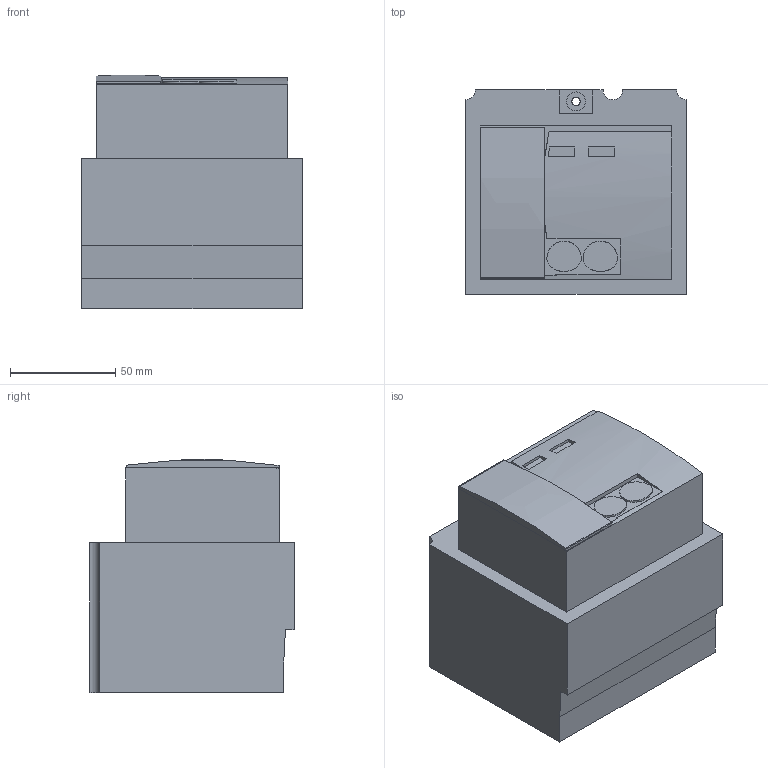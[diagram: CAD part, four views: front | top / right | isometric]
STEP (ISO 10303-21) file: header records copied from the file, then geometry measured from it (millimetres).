
FILE_DESCRIPTION((''),'2;1');
FILE_NAME('ASM0001_ASM','2012-04-03T',('SESA181470'),('Schneider-Electric'),'PRO/ENGINEER BY PARAMETRIC TECHNOLOGY CORPORATION, 2009400','PRO/ENGINEER BY PARAMETRIC TECHNOLOGY CORPORATION, 2009400','');
FILE_SCHEMA(('CONFIG_CONTROL_DESIGN'));
Length unit declared in the file: millimetre
Products named in the file (4): COQUE_ELECTRICAL_1_4; FACE_AVANT_1_2; BOUTON_ELECTRICAL_1_2; ASM0001_ASM
Assembly tree (4 placements, depth 2):
  ASM0001_ASM
    COQUE_ELECTRICAL_1_4
    FACE_AVANT_1_2
    BOUTON_ELECTRICAL_1_2  x2
Bounding box: 104.5 x 96.93 x 110.64 mm (x, y, z)
Volume: 946348.8 mm3; surface area: 67484.6 mm2
Topology: 4 solids, 4 shells, 82 faces, 220 edges, 150 vertices
Faces by surface type: plane 50, cylinder 16, extrusion 16
Entity records: 2437 total; most frequent: CARTESIAN_POINT 547, ORIENTED_EDGE 380, DIRECTION 354, EDGE_CURVE 190, VECTOR 136, VERTEX_POINT 130, LINE 127, AXIS2_PLACEMENT_3D 109
